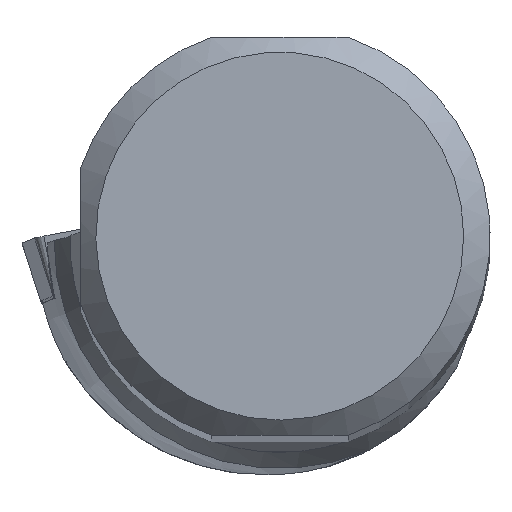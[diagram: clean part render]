
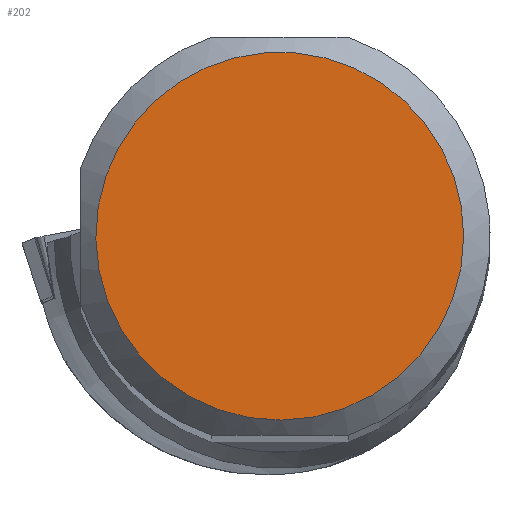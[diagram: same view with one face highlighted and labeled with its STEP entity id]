
A CAD part, top view. The second image highlights one B-rep face of the part: STEP entity #202.
In plain terms, the highlighted planar face has unit normal (0, 0, 1).
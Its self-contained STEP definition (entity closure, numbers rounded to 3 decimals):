
#158=FACE_OUTER_BOUND('',#404,.T.);
#202=ADVANCED_FACE('CU_SU_BP3',(#158),#233,.T.);
#233=PLANE('',#1064);
#404=EDGE_LOOP('',(#572));
#572=ORIENTED_EDGE('',*,*,#844,.T.);
#740=VERTEX_POINT('',#1738);
#844=EDGE_CURVE('',#740,#740,#897,.T.);
#897=CIRCLE('',#1063,13.864);
#1063=AXIS2_PLACEMENT_3D('',#1737,#1269,#1270);
#1064=AXIS2_PLACEMENT_3D('',#1739,#1271,#1272);
#1269=DIRECTION('',(0.,0.,1.));
#1270=DIRECTION('',(1.,0.,0.));
#1271=DIRECTION('',(0.,0.,1.));
#1272=DIRECTION('',(1.,0.,0.));
#1737=CARTESIAN_POINT('',(0.,0.,0.));
#1738=CARTESIAN_POINT('',(13.864,0.,0.));
#1739=CARTESIAN_POINT('',(0.,0.,
0.));
